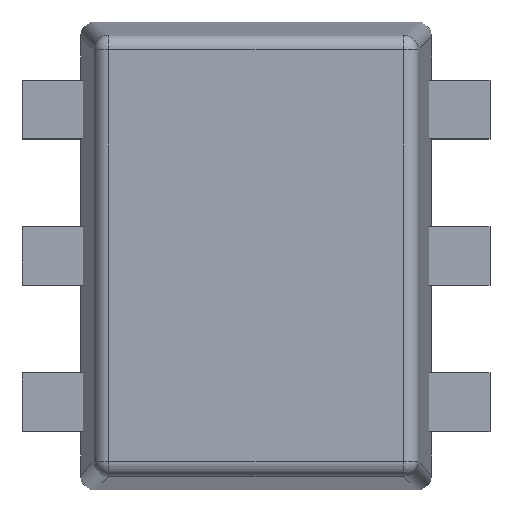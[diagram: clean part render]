
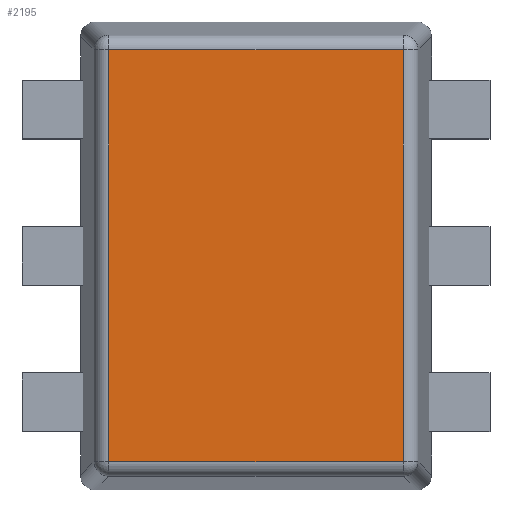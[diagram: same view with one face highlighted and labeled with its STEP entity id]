
A CAD part, top view. The second image highlights one B-rep face of the part: STEP entity #2195.
In plain terms, the highlighted face is planar.
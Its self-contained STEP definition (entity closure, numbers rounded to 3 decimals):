
#2150=VERTEX_POINT('',#2151);
#2151=CARTESIAN_POINT('',(-0.704,0.575,-0.504));
#2175=VERTEX_POINT('',#2176);
#2176=CARTESIAN_POINT('',(-0.704,0.575,0.504));
#2183=EDGE_CURVE('',#2175,#2150,#2184,.F.);
#2184=LINE('',#2185,#2186);
#2185=CARTESIAN_POINT('',(-0.704,0.575,-0.504));
#2186=VECTOR('',#2187,1.0);
#2187=DIRECTION('',(0.0,0.0,1.0));
#2195=ADVANCED_FACE('',(#2196),#2221,.T.);
#2196=FACE_BOUND('',#2197,.T.);
#2197=EDGE_LOOP('',(#2198,#2199,#2207,#2215));
#2198=ORIENTED_EDGE('',*,*,#2183,.F.);
#2199=ORIENTED_EDGE('',*,*,#2200,.T.);
#2200=EDGE_CURVE('',#2175,#2201,#2203,.T.);
#2201=VERTEX_POINT('',#2202);
#2202=CARTESIAN_POINT('',(0.704,0.575,0.504));
#2203=LINE('',#2204,#2205);
#2204=CARTESIAN_POINT('',(-0.704,0.575,0.504));
#2205=VECTOR('',#2206,1.0);
#2206=DIRECTION('',(1.0,0.0,0.0));
#2207=ORIENTED_EDGE('',*,*,#2208,.T.);
#2208=EDGE_CURVE('',#2201,#2209,#2211,.T.);
#2209=VERTEX_POINT('',#2210);
#2210=CARTESIAN_POINT('',(0.704,0.575,-0.504));
#2211=LINE('',#2212,#2213);
#2212=CARTESIAN_POINT('',(0.704,0.575,0.504));
#2213=VECTOR('',#2214,1.0);
#2214=DIRECTION('',(0.0,0.0,-1.0));
#2215=ORIENTED_EDGE('',*,*,#2216,.T.);
#2216=EDGE_CURVE('',#2209,#2150,#2217,.T.);
#2217=LINE('',#2218,#2219);
#2218=CARTESIAN_POINT('',(0.704,0.575,-0.504));
#2219=VECTOR('',#2220,1.0);
#2220=DIRECTION('',(-1.0,0.0,0.0));
#2221=PLANE('',#2222);
#2222=AXIS2_PLACEMENT_3D('',#2223,#2224,#2225);
#2223=CARTESIAN_POINT('',(0.0,0.575,0.0));
#2224=DIRECTION('',(0.0,1.0,0.0));
#2225=DIRECTION('',(1.0,0.0,0.0));
